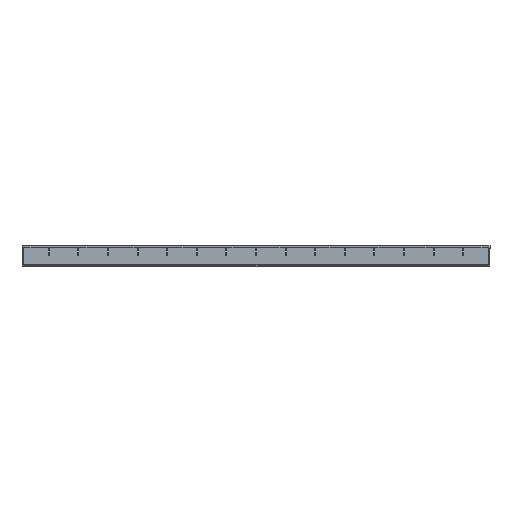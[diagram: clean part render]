
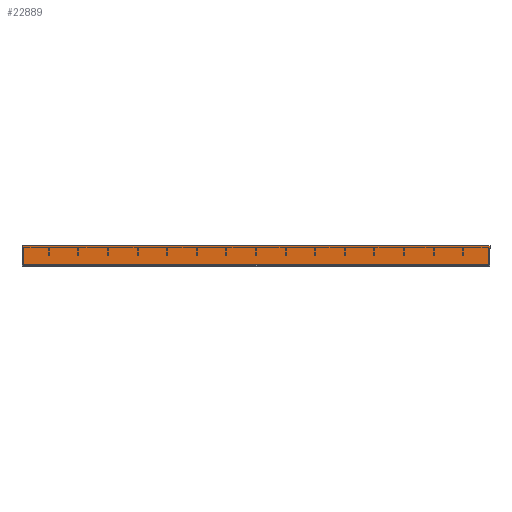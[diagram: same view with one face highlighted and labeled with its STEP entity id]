
A CAD part, top view. The second image highlights one B-rep face of the part: STEP entity #22889.
In plain terms, the highlighted planar face has unit normal (0, 0, 1).
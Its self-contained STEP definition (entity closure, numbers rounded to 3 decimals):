
#1344 = ORIENTED_EDGE ( 'NONE', *, *, #50156, .T. ) ;
#3465 = ORIENTED_EDGE ( 'NONE', *, *, #11300, .F. ) ;
#3762 = EDGE_LOOP ( 'NONE', ( #1344, #3465, #24127, #57010 ) ) ;
#4314 = VECTOR ( 'NONE', #19719, 1000. ) ;
#4343 = AXIS2_PLACEMENT_3D ( 'NONE', #42550, #24639, #42359 ) ;
#8538 = CARTESIAN_POINT ( 'NONE',  ( 490., -10., 0. ) ) ;
#10894 = PLANE ( 'NONE',  #4343 ) ;
#11300 = EDGE_CURVE ( 'NONE', #54812, #50595, #43110, .T. ) ;
#14297 = LINE ( 'NONE', #52161, #36022 ) ;
#15152 = CARTESIAN_POINT ( 'NONE',  ( 0., -3.333, 0. ) ) ;
#17752 = VERTEX_POINT ( 'NONE', #8538 ) ;
#18354 = VECTOR ( 'NONE', #20420, 1000. ) ;
#19719 = DIRECTION ( 'NONE',  ( 0., -1., 0. ) ) ;
#20420 = DIRECTION ( 'NONE',  ( -1., 0., 0. ) ) ;
#22889 = ADVANCED_FACE ( 'NONE', ( #37525 ), #10894, .F. ) ;
#24127 = ORIENTED_EDGE ( 'NONE', *, *, #43441, .F. ) ;
#24639 = DIRECTION ( 'NONE',  ( 0., 0., -1. ) ) ;
#25142 = DIRECTION ( 'NONE',  ( -1., 0., 0. ) ) ;
#28613 = EDGE_CURVE ( 'NONE', #33990, #17752, #54342, .T. ) ;
#28724 = CARTESIAN_POINT ( 'NONE',  ( 490., 10., 0. ) ) ;
#28848 = CARTESIAN_POINT ( 'NONE',  ( 0., 3.333, 0. ) ) ;
#33990 = VERTEX_POINT ( 'NONE', #42697 ) ;
#36022 = VECTOR ( 'NONE', #25142, 1000. ) ;
#36872 = CARTESIAN_POINT ( 'NONE',  ( 0., 10., 0. ) ) ;
#37525 = FACE_OUTER_BOUND ( 'NONE', #3762, .T. ) ;
#37533 = CARTESIAN_POINT ( 'NONE',  ( 0., -10., 0. ) ) ;
#37916 = CARTESIAN_POINT ( 'NONE',  ( 0., 10., 0. ) ) ;
#42359 = DIRECTION ( 'NONE',  ( 0., 1., 0. ) ) ;
#42550 = CARTESIAN_POINT ( 'NONE',  ( 490., 10., 0. ) ) ;
#42697 = CARTESIAN_POINT ( 'NONE',  ( 490., 10., 0. ) ) ;
#43110 = B_SPLINE_CURVE_WITH_KNOTS ( 'NONE', 3,
 ( #37533, #15152, #28848, #37916 ),
 .UNSPECIFIED., .F., .F.,
 ( 4, 4 ),
 ( 0., 1. ),
 .UNSPECIFIED. ) ;
#43441 = EDGE_CURVE ( 'NONE', #17752, #54812, #14297, .T. ) ;
#48371 = CARTESIAN_POINT ( 'NONE',  ( 0., -10., 0. ) ) ;
#50038 = LINE ( 'NONE', #51343, #18354 ) ;
#50156 = EDGE_CURVE ( 'NONE', #33990, #50595, #50038, .T. ) ;
#50595 = VERTEX_POINT ( 'NONE', #36872 ) ;
#51343 = CARTESIAN_POINT ( 'NONE',  ( 490., 10., 0. ) ) ;
#52161 = CARTESIAN_POINT ( 'NONE',  ( 490., -10., 0. ) ) ;
#54342 = LINE ( 'NONE', #28724, #4314 ) ;
#54812 = VERTEX_POINT ( 'NONE', #48371 ) ;
#57010 = ORIENTED_EDGE ( 'NONE', *, *, #28613, .F. ) ;
